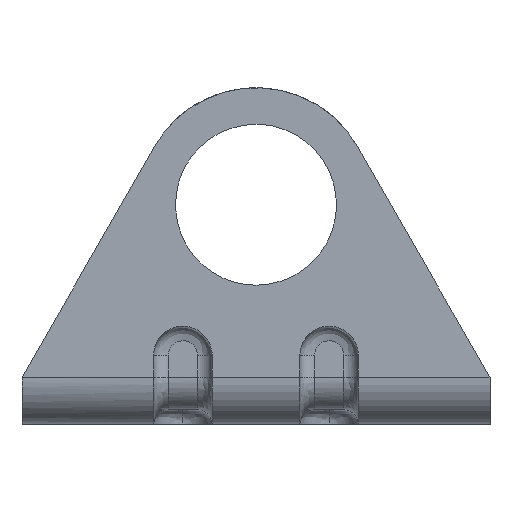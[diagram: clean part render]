
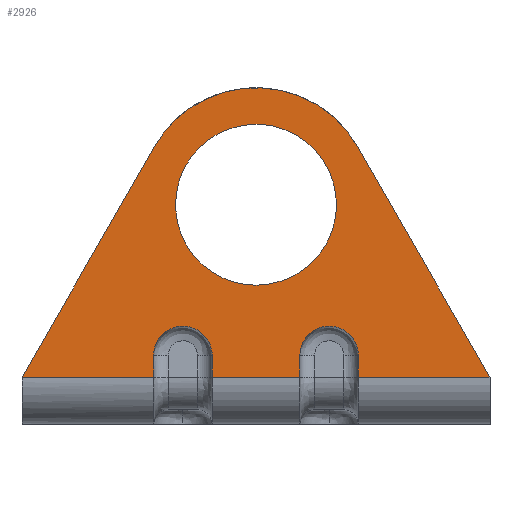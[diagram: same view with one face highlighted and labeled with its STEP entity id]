
A CAD part, front view. The second image highlights one B-rep face of the part: STEP entity #2926.
In plain terms, the highlighted free-form (B-spline) face has degree [1, 1] with [2, 2] control points.
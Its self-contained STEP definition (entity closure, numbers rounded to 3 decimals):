
#457=CARTESIAN_POINT('',(-5.462,0.,15.649));
#458=VERTEX_POINT('',#457);
#464=CARTESIAN_POINT('',(0.0,0.0,9.5));
#465=VERTEX_POINT('',#464);
#466=CARTESIAN_POINT('',(-5.462,0.,15.649));
#467=CARTESIAN_POINT('',(-5.5,0.0,15.326));
#468=CARTESIAN_POINT('',(-5.5,0.0,15.));
#469=CARTESIAN_POINT('',(-5.5,0.0,9.5));
#470=CARTESIAN_POINT('',(0.0,0.0,9.5));
#478=(BOUNDED_CURVE()B_SPLINE_CURVE(2,(#466,#467,#468,#469,#470),.UNSPECIFIED.,.F.,.U.)B_SPLINE_CURVE_WITH_KNOTS((3,2,3),(0.23,0.25,0.5),.UNSPECIFIED.)CURVE()GEOMETRIC_REPRESENTATION_ITEM()RATIONAL_B_SPLINE_CURVE((0.956,0.976,1.0,0.707,1.0))REPRESENTATION_ITEM(''));
#479=EDGE_CURVE('',#458,#465,#478,.T.);
#481=CARTESIAN_POINT('',(5.49,0.,14.664));
#482=VERTEX_POINT('',#481);
#483=CARTESIAN_POINT('',(0.0,0.0,9.5));
#484=CARTESIAN_POINT('',(5.174,0.0,9.5));
#485=CARTESIAN_POINT('',(5.49,0.,14.664));
#493=(BOUNDED_CURVE()B_SPLINE_CURVE(2,(#483,#484,#485),.UNSPECIFIED.,.F.,.U.)B_SPLINE_CURVE_WITH_KNOTS((3,3),(0.5,0.739),.UNSPECIFIED.)CURVE()GEOMETRIC_REPRESENTATION_ITEM()RATIONAL_B_SPLINE_CURVE((1.0,0.72,0.976))REPRESENTATION_ITEM(''));
#494=EDGE_CURVE('',#465,#482,#493,.T.);
#568=CARTESIAN_POINT('',(0.0,0.0,20.5));
#569=VERTEX_POINT('',#568);
#570=CARTESIAN_POINT('',(5.49,0.,14.664));
#571=CARTESIAN_POINT('',(5.5,0.0,14.832));
#572=CARTESIAN_POINT('',(5.5,0.0,15.));
#573=CARTESIAN_POINT('',(5.5,0.0,20.5));
#574=CARTESIAN_POINT('',(0.0,0.0,20.5));
#582=(BOUNDED_CURVE()B_SPLINE_CURVE(2,(#570,#571,#572,#573,#574),.UNSPECIFIED.,.F.,.U.)B_SPLINE_CURVE_WITH_KNOTS((3,2,3),(0.739,0.75,1.0),.UNSPECIFIED.)CURVE()GEOMETRIC_REPRESENTATION_ITEM()RATIONAL_B_SPLINE_CURVE((0.976,0.988,1.0,0.707,1.0))REPRESENTATION_ITEM(''));
#583=EDGE_CURVE('',#482,#569,#582,.T.);
#585=CARTESIAN_POINT('',(0.0,0.0,20.5));
#586=CARTESIAN_POINT('',(-4.885,0.0,20.5));
#587=CARTESIAN_POINT('',(-5.462,0.,15.649));
#595=(BOUNDED_CURVE()B_SPLINE_CURVE(2,(#585,#586,#587),.UNSPECIFIED.,.F.,.U.)B_SPLINE_CURVE_WITH_KNOTS((3,3),(0.0,0.23),.UNSPECIFIED.)CURVE()GEOMETRIC_REPRESENTATION_ITEM()RATIONAL_B_SPLINE_CURVE((1.0,0.731,0.956))REPRESENTATION_ITEM(''));
#596=EDGE_CURVE('',#569,#458,#595,.T.);
#1016=CARTESIAN_POINT('',(-3.0,0.0,3.2));
#1017=VERTEX_POINT('',#1016);
#1077=CARTESIAN_POINT('',(-3.,0.0,4.7));
#1078=VERTEX_POINT('',#1077);
#1100=CARTESIAN_POINT('',(-3.,0.0,4.7));
#1101=CARTESIAN_POINT('',(-3.0,0.0,3.2));
#1102=QUASI_UNIFORM_CURVE('',1,(#1100,#1101),.UNSPECIFIED.,.F.,.U.);
#1103=EDGE_CURVE('',#1078,#1017,#1102,.T.);
#1206=CARTESIAN_POINT('',(-7.0,0.0,4.7));
#1207=VERTEX_POINT('',#1206);
#1239=CARTESIAN_POINT('',(-7.0,0.0,4.7));
#1240=CARTESIAN_POINT('',(-7.,0.0,6.7));
#1241=CARTESIAN_POINT('',(-5.0,0.0,6.7));
#1242=CARTESIAN_POINT('',(-3.0,0.0,6.7));
#1243=CARTESIAN_POINT('',(-3.,0.0,4.7));
#1251=(BOUNDED_CURVE()B_SPLINE_CURVE(2,(#1239,#1240,#1241,#1242,#1243),.UNSPECIFIED.,.F.,.U.)B_SPLINE_CURVE_WITH_KNOTS((3,2,3),(0.0,0.5,1.0),.UNSPECIFIED.)CURVE()GEOMETRIC_REPRESENTATION_ITEM()RATIONAL_B_SPLINE_CURVE((1.0,0.707,1.0,0.707,1.0))REPRESENTATION_ITEM(''));
#1252=EDGE_CURVE('',#1207,#1078,#1251,.T.);
#1276=CARTESIAN_POINT('',(-7.0,0.,3.2));
#1277=VERTEX_POINT('',#1276);
#1338=CARTESIAN_POINT('',(-7.0,0.0,4.7));
#1339=CARTESIAN_POINT('',(-7.0,0.,3.2));
#1340=QUASI_UNIFORM_CURVE('',1,(#1338,#1339),.UNSPECIFIED.,.F.,.U.);
#1341=EDGE_CURVE('',#1207,#1277,#1340,.T.);
#1368=CARTESIAN_POINT('',(7.0,0.,3.2));
#1369=VERTEX_POINT('',#1368);
#1383=CARTESIAN_POINT('',(7.0,0.0,4.7));
#1384=VERTEX_POINT('',#1383);
#1385=CARTESIAN_POINT('',(7.0,0.0,4.7));
#1386=CARTESIAN_POINT('',(7.0,0.,3.2));
#1387=QUASI_UNIFORM_CURVE('',1,(#1385,#1386),.UNSPECIFIED.,.F.,.U.);
#1388=EDGE_CURVE('',#1384,#1369,#1387,.T.);
#1466=CARTESIAN_POINT('',(3.,0.0,4.7));
#1467=VERTEX_POINT('',#1466);
#1499=CARTESIAN_POINT('',(3.,0.0,4.7));
#1500=CARTESIAN_POINT('',(3.0,0.0,6.7));
#1501=CARTESIAN_POINT('',(5.0,0.0,6.7));
#1502=CARTESIAN_POINT('',(7.,0.0,6.7));
#1503=CARTESIAN_POINT('',(7.0,0.0,4.7));
#1511=(BOUNDED_CURVE()B_SPLINE_CURVE(2,(#1499,#1500,#1501,#1502,#1503),.UNSPECIFIED.,.F.,.U.)B_SPLINE_CURVE_WITH_KNOTS((3,2,3),(0.0,0.5,1.0),.UNSPECIFIED.)CURVE()GEOMETRIC_REPRESENTATION_ITEM()RATIONAL_B_SPLINE_CURVE((1.0,0.707,1.0,0.707,1.0))REPRESENTATION_ITEM(''));
#1512=EDGE_CURVE('',#1467,#1384,#1511,.T.);
#1597=CARTESIAN_POINT('',(3.0,0.0,3.2));
#1598=VERTEX_POINT('',#1597);
#1620=CARTESIAN_POINT('',(3.,0.0,4.7));
#1621=CARTESIAN_POINT('',(3.0,0.0,3.2));
#1622=QUASI_UNIFORM_CURVE('',1,(#1620,#1621),.UNSPECIFIED.,.F.,.U.);
#1623=EDGE_CURVE('',#1467,#1598,#1622,.T.);
#2728=CARTESIAN_POINT('',(16.0,0.0,3.2));
#2729=VERTEX_POINT('',#2728);
#2743=CARTESIAN_POINT('',(7.0,0.,3.2));
#2744=CARTESIAN_POINT('',(16.0,0.0,3.2));
#2745=QUASI_UNIFORM_CURVE('',1,(#2743,#2744),.UNSPECIFIED.,.F.,.U.);
#2746=EDGE_CURVE('',#1369,#2729,#2745,.T.);
#2865=CARTESIAN_POINT('',(-17.598,0.0,23.989));
#2866=CARTESIAN_POINT('',(17.598,0.0,23.989));
#2867=CARTESIAN_POINT('',(-17.598,0.0,2.211));
#2868=CARTESIAN_POINT('',(17.598,0.0,2.211));
#2869=B_SPLINE_SURFACE_WITH_KNOTS('',1,1,((#2865,#2867),(#2866,#2868)),.UNSPECIFIED.,.F.,.F.,.U.,(2,2),(2,2),(0.0,35.197),(0.0,21.778),.UNSPECIFIED.);
#2870=ORIENTED_EDGE('',*,*,#1341,.F.);
#2871=ORIENTED_EDGE('',*,*,#1252,.T.);
#2872=ORIENTED_EDGE('',*,*,#1103,.T.);
#2873=CARTESIAN_POINT('',(-3.0,0.0,3.2));
#2874=CARTESIAN_POINT('',(3.0,0.0,3.2));
#2875=QUASI_UNIFORM_CURVE('',1,(#2873,#2874),.UNSPECIFIED.,.F.,.U.);
#2876=EDGE_CURVE('',#1017,#1598,#2875,.T.);
#2877=ORIENTED_EDGE('',*,*,#2876,.T.);
#2878=ORIENTED_EDGE('',*,*,#1623,.F.);
#2879=ORIENTED_EDGE('',*,*,#1512,.T.);
#2880=ORIENTED_EDGE('',*,*,#1388,.T.);
#2881=ORIENTED_EDGE('',*,*,#2746,.T.);
#2882=CARTESIAN_POINT('',(6.938,0.0,18.983));
#2883=VERTEX_POINT('',#2882);
#2884=CARTESIAN_POINT('',(16.0,0.0,3.2));
#2885=CARTESIAN_POINT('',(6.938,0.0,18.983));
#2886=QUASI_UNIFORM_CURVE('',1,(#2884,#2885),.UNSPECIFIED.,.F.,.U.);
#2887=EDGE_CURVE('',#2729,#2883,#2886,.T.);
#2888=ORIENTED_EDGE('',*,*,#2887,.T.);
#2889=CARTESIAN_POINT('',(-6.938,0.0,18.983));
#2890=VERTEX_POINT('',#2889);
#2891=CARTESIAN_POINT('',(6.938,0.0,18.983));
#2892=CARTESIAN_POINT('',(4.632,0.0,23.));
#2893=CARTESIAN_POINT('',(0.,0.0,23.));
#2894=CARTESIAN_POINT('',(-4.632,0.0,23.));
#2895=CARTESIAN_POINT('',(-6.938,0.0,18.983));
#2903=(BOUNDED_CURVE()B_SPLINE_CURVE(2,(#2891,#2892,#2893,#2894,#2895),.UNSPECIFIED.,.F.,.U.)B_SPLINE_CURVE_WITH_KNOTS((3,2,3),(0.0,0.5,1.0),.UNSPECIFIED.)CURVE()GEOMETRIC_REPRESENTATION_ITEM()RATIONAL_B_SPLINE_CURVE((1.0,0.865,1.0,0.865,1.0))REPRESENTATION_ITEM(''));
#2904=EDGE_CURVE('',#2883,#2890,#2903,.T.);
#2905=ORIENTED_EDGE('',*,*,#2904,.T.);
#2906=CARTESIAN_POINT('',(-16.0,0.0,3.2));
#2907=VERTEX_POINT('',#2906);
#2908=CARTESIAN_POINT('',(-6.938,0.0,18.983));
#2909=CARTESIAN_POINT('',(-16.0,0.0,3.2));
#2910=QUASI_UNIFORM_CURVE('',1,(#2908,#2909),.UNSPECIFIED.,.F.,.U.);
#2911=EDGE_CURVE('',#2890,#2907,#2910,.T.);
#2912=ORIENTED_EDGE('',*,*,#2911,.T.);
#2913=CARTESIAN_POINT('',(-16.0,0.0,3.2));
#2914=CARTESIAN_POINT('',(-7.0,0.,3.2));
#2915=QUASI_UNIFORM_CURVE('',1,(#2913,#2914),.UNSPECIFIED.,.F.,.U.);
#2916=EDGE_CURVE('',#2907,#1277,#2915,.T.);
#2917=ORIENTED_EDGE('',*,*,#2916,.T.);
#2918=EDGE_LOOP('',(#2870,#2871,#2872,#2877,#2878,#2879,#2880,#2881,#2888,#2905,#2912,#2917));
#2919=FACE_OUTER_BOUND('',#2918,.T.);
#2920=ORIENTED_EDGE('',*,*,#494,.F.);
#2921=ORIENTED_EDGE('',*,*,#479,.F.);
#2922=ORIENTED_EDGE('',*,*,#596,.F.);
#2923=ORIENTED_EDGE('',*,*,#583,.F.);
#2924=EDGE_LOOP('',(#2920,#2921,#2922,#2923));
#2925=FACE_BOUND('',#2924,.T.);
#2926=ADVANCED_FACE('',(#2919,#2925),#2869,.F.);
